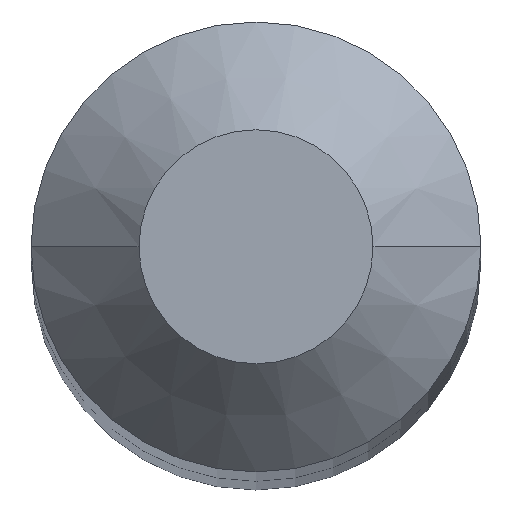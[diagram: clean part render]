
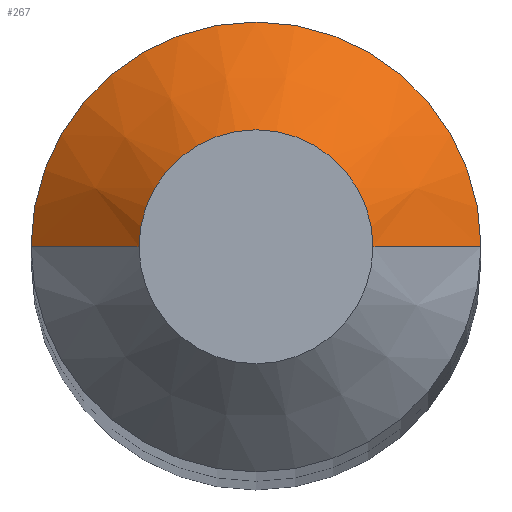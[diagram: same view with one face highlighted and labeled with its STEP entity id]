
A CAD part, top view. The second image highlights one B-rep face of the part: STEP entity #267.
In plain terms, the highlighted conical face has half-angle 45 degrees and reference radius 0.413 mm.
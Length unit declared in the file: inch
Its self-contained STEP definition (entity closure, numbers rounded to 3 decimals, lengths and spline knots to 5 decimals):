
#2 = EDGE_CURVE ( 'NONE', #32, #72, #253, .T. ) ;
#7 = CARTESIAN_POINT ( 'NONE',  ( 0., 0., 1.5 ) ) ;
#8 = CARTESIAN_POINT ( 'NONE',  ( 0.01625, 0., 1.5 ) ) ;
#22 = EDGE_CURVE ( 'NONE', #188, #178, #168, .T. ) ;
#31 = CARTESIAN_POINT ( 'NONE',  ( 0., 0., 1.5 ) ) ;
#32 = VERTEX_POINT ( 'NONE', #8 ) ;
#35 = CONICAL_SURFACE ( 'NONE', #217, 0.01625, 0.785 ) ;
#40 = CARTESIAN_POINT ( 'NONE',  ( -0.01625, 0., 1.5 ) ) ;
#42 = DIRECTION ( 'NONE',  ( 1., 0., 0. ) ) ;
#45 = AXIS2_PLACEMENT_3D ( 'NONE', #31, #163, #65 ) ;
#65 = DIRECTION ( 'NONE',  ( 1., 0., 0. ) ) ;
#66 = ORIENTED_EDGE ( 'NONE', *, *, #302, .F. ) ;
#69 = ORIENTED_EDGE ( 'NONE', *, *, #251, .F. ) ;
#72 = VERTEX_POINT ( 'NONE', #282 ) ;
#90 = CARTESIAN_POINT ( 'NONE',  ( -0.01625, 0., 1.5 ) ) ;
#99 = CARTESIAN_POINT ( 'NONE',  ( 0., 0., 1.485 ) ) ;
#102 = FACE_OUTER_BOUND ( 'NONE', #106, .T. ) ;
#105 = CARTESIAN_POINT ( 'NONE',  ( 0.01625, 0., 1.5 ) ) ;
#106 = EDGE_LOOP ( 'NONE', ( #69, #308, #66, #313 ) ) ;
#125 = DIRECTION ( 'NONE',  ( -0.707, 0., -0.707 ) ) ;
#147 = VECTOR ( 'NONE', #125, 39.37008 ) ;
#150 = AXIS2_PLACEMENT_3D ( 'NONE', #99, #177, #42 ) ;
#158 = DIRECTION ( 'NONE',  ( 0.707, 0., -0.707 ) ) ;
#163 = DIRECTION ( 'NONE',  ( 0., 0., 1. ) ) ;
#168 = LINE ( 'NONE', #90, #147 ) ;
#177 = DIRECTION ( 'NONE',  ( 0., 0., -1. ) ) ;
#178 = VERTEX_POINT ( 'NONE', #250 ) ;
#188 = VERTEX_POINT ( 'NONE', #40 ) ;
#217 = AXIS2_PLACEMENT_3D ( 'NONE', #7, #235, #306 ) ;
#233 = VECTOR ( 'NONE', #158, 39.37008 ) ;
#235 = DIRECTION ( 'NONE',  ( 0., 0., -1. ) ) ;
#250 = CARTESIAN_POINT ( 'NONE',  ( -0.03125, 0., 1.485 ) ) ;
#251 = EDGE_CURVE ( 'NONE', #32, #188, #264, .T. ) ;
#253 = LINE ( 'NONE', #105, #233 ) ;
#264 = CIRCLE ( 'NONE', #45, 0.01625 ) ;
#267 = ADVANCED_FACE ( 'NONE', ( #102 ), #35, .T. ) ;
#282 = CARTESIAN_POINT ( 'NONE',  ( 0.03125, 0., 1.485 ) ) ;
#285 = CIRCLE ( 'NONE', #150, 0.03125 ) ;
#302 = EDGE_CURVE ( 'NONE', #178, #72, #285, .T. ) ;
#306 = DIRECTION ( 'NONE',  ( -1., 0., 0. ) ) ;
#308 = ORIENTED_EDGE ( 'NONE', *, *, #2, .T. ) ;
#313 = ORIENTED_EDGE ( 'NONE', *, *, #22, .F. ) ;
